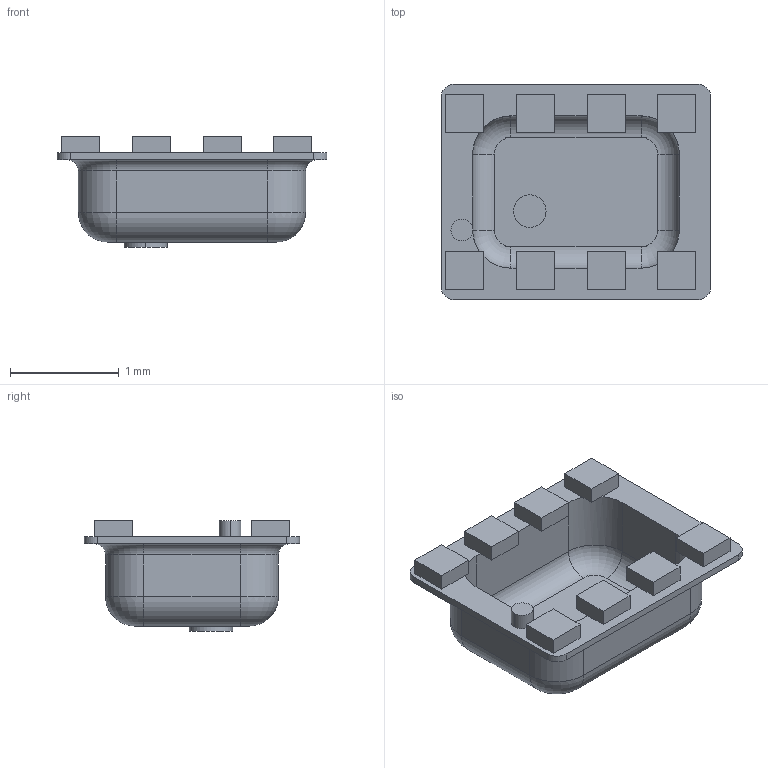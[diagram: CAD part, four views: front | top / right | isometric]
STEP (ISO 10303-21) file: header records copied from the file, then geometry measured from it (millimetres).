
FILE_DESCRIPTION (( 'STEP AP214' ), '1' );
FILE_NAME ('BMP 280.STEP', '2021-03-28T20:06:54', ( '' ), ( '' ), 'SwSTEP 2.0', 'SolidWorks 2021', '' );
FILE_SCHEMA (( 'AUTOMOTIVE_DESIGN' ));
Length unit declared in the file: millimetre
Products named in the file (1): BMP 280
Bounding box: 2.48 x 1.98 x 1.02 mm (x, y, z)
Volume: 0.9 mm3; surface area: 20.9 mm2
Topology: 1 solids, 1 shells, 257 faces, 670 edges, 431 vertices
Faces by surface type: plane 143, bspline 72, cylinder 30, torus 12
Entity records: 14417 total; most frequent: CARTESIAN_POINT 5839, ORIENTED_EDGE 1340, DIRECTION 970, EDGE_CURVE 670, LINE 438, VECTOR 438, VERTEX_POINT 431, EDGE_LOOP 273
